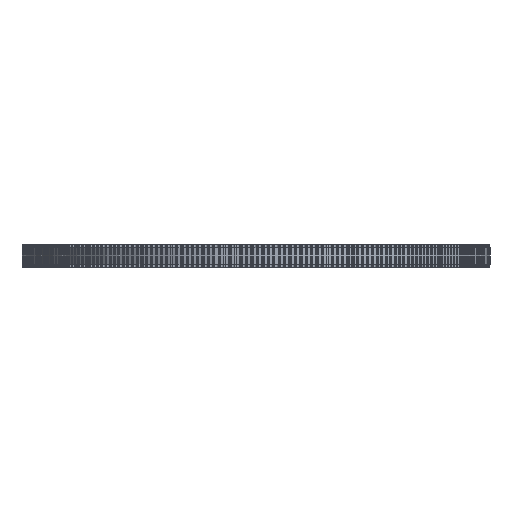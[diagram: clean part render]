
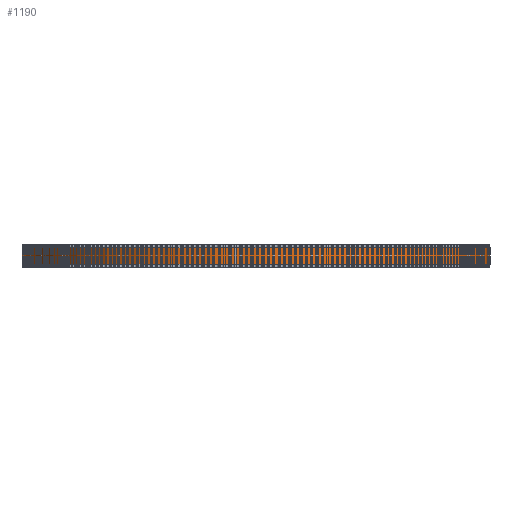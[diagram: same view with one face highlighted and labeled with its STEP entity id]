
A CAD part, left-side view. The second image highlights one B-rep face of the part: STEP entity #1190.
In plain terms, the highlighted cylindrical face has radius 84.989 mm (diameter 169.977 mm), a full revolution.
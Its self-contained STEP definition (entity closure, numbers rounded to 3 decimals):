
#97=FACE_BOUND('',#4400,.T.);
#98=FACE_BOUND('',#4401,.T.);
#1190=ADVANCED_FACE('',(#97,#98),#2259,.T.);
#2259=CYLINDRICAL_SURFACE('',#23639,84.989);
#4400=EDGE_LOOP('',(#12946));
#4401=EDGE_LOOP('',(#12947));
#12946=ORIENTED_EDGE('',*,*,#18290,.T.);
#12947=ORIENTED_EDGE('',*,*,#18291,.T.);
#15084=VERTEX_POINT('',#37540);
#15085=VERTEX_POINT('',#37542);
#18290=EDGE_CURVE('',#15084,#15084,#20428,.T.);
#18291=EDGE_CURVE('',#15085,#15085,#20429,.T.);
#20428=CIRCLE('',#23637,84.989);
#20429=CIRCLE('',#23638,84.989);
#23637=AXIS2_PLACEMENT_3D('',#37539,#31122,#31123);
#23638=AXIS2_PLACEMENT_3D('',#37541,#31124,#31125);
#23639=AXIS2_PLACEMENT_3D('',#37543,#31126,#31127);
#31122=DIRECTION('',(0.,0.,1.));
#31123=DIRECTION('',(1.,0.,0.));
#31124=DIRECTION('',(0.,0.,-1.));
#31125=DIRECTION('',(1.,0.,0.));
#31126=DIRECTION('',(0.,0.,1.));
#31127=DIRECTION('',(1.,0.,0.));
#37539=CARTESIAN_POINT('',(0.,0.,1.));
#37540=CARTESIAN_POINT('',(84.989,0.,1.));
#37541=CARTESIAN_POINT('',(0.,0.,7.));
#37542=CARTESIAN_POINT('',(84.989,0.,7.));
#37543=CARTESIAN_POINT('',(0.,0.,1.));
